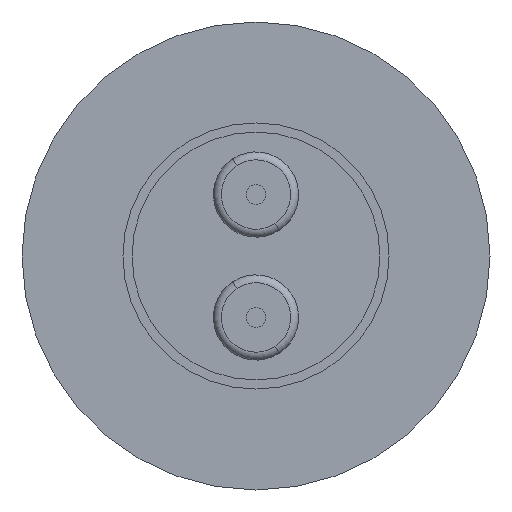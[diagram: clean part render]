
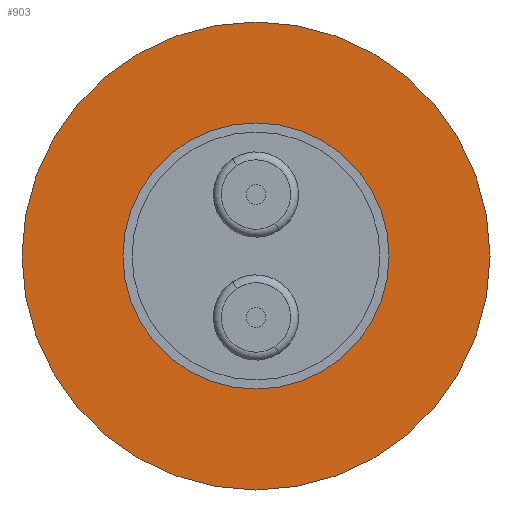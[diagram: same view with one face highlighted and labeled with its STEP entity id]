
A CAD part, front view. The second image highlights one B-rep face of the part: STEP entity #903.
In plain terms, the highlighted planar face has unit normal (0, -1, 0).
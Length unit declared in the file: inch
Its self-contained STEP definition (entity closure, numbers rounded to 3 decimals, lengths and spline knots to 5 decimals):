
#1 = FACE_OUTER_BOUND ( 'NONE', #730, .T. ) ;
#24 = DIRECTION ( 'NONE',  ( 1., 0., 0. ) ) ;
#25 = EDGE_CURVE ( 'NONE', #1151, #234, #791, .T. ) ;
#26 = DIRECTION ( 'NONE',  ( 0., -1., 0. ) ) ;
#67 = AXIS2_PLACEMENT_3D ( 'NONE', #508, #233, #995 ) ;
#68 = CARTESIAN_POINT ( 'NONE',  ( -0.59, 0., 0. ) ) ;
#135 = EDGE_CURVE ( 'NONE', #234, #1151, #1340, .T. ) ;
#233 = DIRECTION ( 'NONE',  ( 0., -1., 0. ) ) ;
#234 = VERTEX_POINT ( 'NONE', #407 ) ;
#276 = DIRECTION ( 'NONE',  ( 0., -1., 0. ) ) ;
#290 = CARTESIAN_POINT ( 'NONE',  ( 0., 0., 0. ) ) ;
#300 = CARTESIAN_POINT ( 'NONE',  ( -0.3355, 0., 0. ) ) ;
#308 = VERTEX_POINT ( 'NONE', #418 ) ;
#364 = CIRCLE ( 'NONE', #446, 0.3355 ) ;
#407 = CARTESIAN_POINT ( 'NONE',  ( 0.59, 0., 0. ) ) ;
#418 = CARTESIAN_POINT ( 'NONE',  ( 0.3355, 0., 0. ) ) ;
#446 = AXIS2_PLACEMENT_3D ( 'NONE', #1181, #913, #1311 ) ;
#479 = ORIENTED_EDGE ( 'NONE', *, *, #135, .T. ) ;
#508 = CARTESIAN_POINT ( 'NONE',  ( 0., 0., 0. ) ) ;
#538 = DIRECTION ( 'NONE',  ( -1., 0., 0. ) ) ;
#588 = VERTEX_POINT ( 'NONE', #300 ) ;
#589 = EDGE_LOOP ( 'NONE', ( #836, #1074 ) ) ;
#599 = CIRCLE ( 'NONE', #1339, 0.3355 ) ;
#627 = AXIS2_PLACEMENT_3D ( 'NONE', #290, #26, #1051 ) ;
#640 = CARTESIAN_POINT ( 'NONE',  ( -0.3355, 0., 0. ) ) ;
#656 = DIRECTION ( 'NONE',  ( 0., 1., 0. ) ) ;
#667 = PLANE ( 'NONE',  #870 ) ;
#730 = EDGE_LOOP ( 'NONE', ( #479, #1358 ) ) ;
#791 = CIRCLE ( 'NONE', #67, 0.59 ) ;
#807 = CARTESIAN_POINT ( 'NONE',  ( 0., 0., 0. ) ) ;
#836 = ORIENTED_EDGE ( 'NONE', *, *, #881, .F. ) ;
#870 = AXIS2_PLACEMENT_3D ( 'NONE', #640, #656, #538 ) ;
#881 = EDGE_CURVE ( 'NONE', #308, #588, #364, .T. ) ;
#903 = ADVANCED_FACE ( 'NONE', ( #923, #1 ), #667, .F. ) ;
#913 = DIRECTION ( 'NONE',  ( 0., -1., 0. ) ) ;
#923 = FACE_BOUND ( 'NONE', #589, .T. ) ;
#995 = DIRECTION ( 'NONE',  ( 1., 0., 0. ) ) ;
#1051 = DIRECTION ( 'NONE',  ( 1., 0., 0. ) ) ;
#1074 = ORIENTED_EDGE ( 'NONE', *, *, #1368, .F. ) ;
#1151 = VERTEX_POINT ( 'NONE', #68 ) ;
#1181 = CARTESIAN_POINT ( 'NONE',  ( 0., 0., 0. ) ) ;
#1311 = DIRECTION ( 'NONE',  ( 1., 0., 0. ) ) ;
#1339 = AXIS2_PLACEMENT_3D ( 'NONE', #807, #276, #24 ) ;
#1340 = CIRCLE ( 'NONE', #627, 0.59 ) ;
#1358 = ORIENTED_EDGE ( 'NONE', *, *, #25, .T. ) ;
#1368 = EDGE_CURVE ( 'NONE', #588, #308, #599, .T. ) ;
